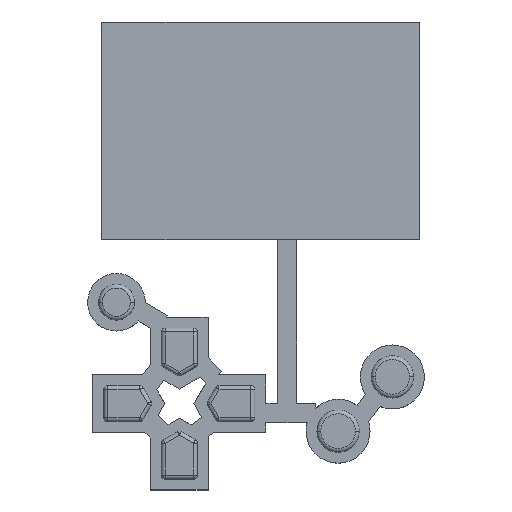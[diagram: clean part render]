
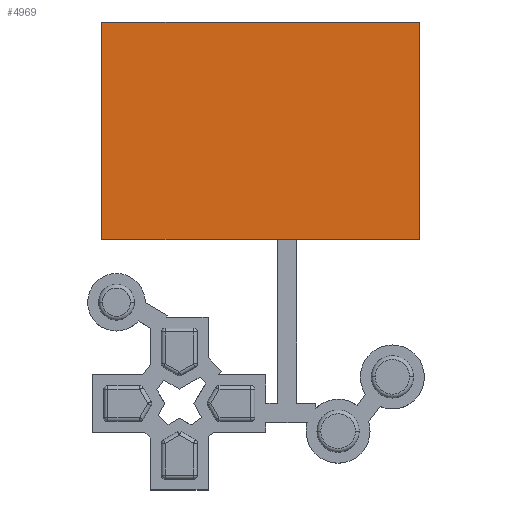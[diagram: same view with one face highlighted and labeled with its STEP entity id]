
A CAD part, top view. The second image highlights one B-rep face of the part: STEP entity #4969.
In plain terms, the highlighted planar face has unit normal (0, 0, 1).
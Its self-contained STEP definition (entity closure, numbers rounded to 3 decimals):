
#1654=DIRECTION('',(-1.,0.,0.));
#1655=VECTOR('',#1654,24.84);
#1656=CARTESIAN_POINT('',(-8.926,45.841,3.4));
#1657=LINE('',#1656,#1655);
#1658=DIRECTION('',(0.,1.,0.));
#1659=VECTOR('',#1658,17.);
#1660=CARTESIAN_POINT('',(-8.926,28.841,3.4));
#1661=LINE('',#1660,#1659);
#1662=DIRECTION('',(1.,0.,0.));
#1663=VECTOR('',#1662,24.84);
#1664=CARTESIAN_POINT('',(-33.766,28.841,3.4));
#1665=LINE('',#1664,#1663);
#1666=DIRECTION('',(0.,-1.,0.));
#1667=VECTOR('',#1666,17.);
#1668=CARTESIAN_POINT('',(-33.766,45.841,3.4));
#1669=LINE('',#1668,#1667);
#2473=CARTESIAN_POINT('',(-8.926,45.841,3.4));
#2474=CARTESIAN_POINT('',(-33.766,45.841,3.4));
#2475=VERTEX_POINT('',#2473);
#2476=VERTEX_POINT('',#2474);
#2477=CARTESIAN_POINT('',(-8.926,28.841,3.4));
#2478=VERTEX_POINT('',#2477);
#2479=CARTESIAN_POINT('',(-33.766,28.841,3.4));
#2480=VERTEX_POINT('',#2479);
#4957=CARTESIAN_POINT('',(0.,0.,3.4));
#4958=DIRECTION('',(0.,0.,-1.));
#4959=DIRECTION('',(-1.,0.,0.));
#4960=AXIS2_PLACEMENT_3D('',#4957,#4958,#4959);
#4961=PLANE('',#4960);
#4962=ORIENTED_EDGE('',*,*,#4937,.F.);
#4963=ORIENTED_EDGE('',*,*,#4951,.F.);
#4964=ORIENTED_EDGE('',*,*,#4900,.F.);
#4966=ORIENTED_EDGE('',*,*,#4965,.F.);
#4967=EDGE_LOOP('',(#4962,#4963,#4964,#4966));
#4968=FACE_OUTER_BOUND('',#4967,.F.);
#4969=ADVANCED_FACE('',(#4968),#4961,.F.);
#4900=EDGE_CURVE('',#2480,#2478,#1665,.T.);
#4937=EDGE_CURVE('',#2475,#2476,#1657,.T.);
#4951=EDGE_CURVE('',#2478,#2475,#1661,.T.);
#4965=EDGE_CURVE('',#2476,#2480,#1669,.T.);
